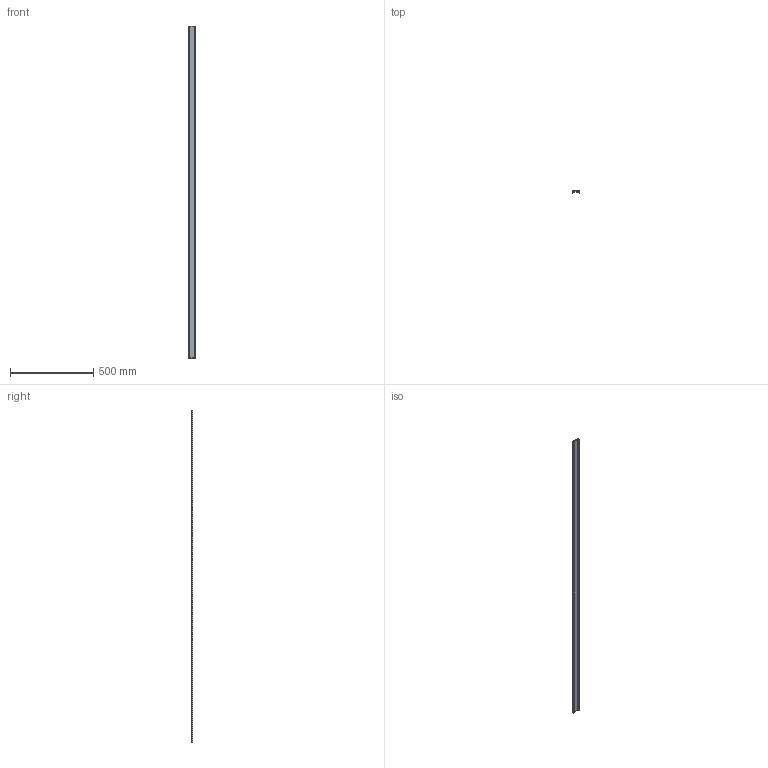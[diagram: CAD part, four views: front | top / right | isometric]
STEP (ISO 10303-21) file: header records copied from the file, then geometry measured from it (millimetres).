
FILE_DESCRIPTION (( 'STEP AP214' ), '1' );
FILE_NAME ('6112410.stp', '2016-04-27T12:06:53', ( '' ), ( '' ), 'SwSTEP 2.0', 'SolidWorks 2014', '' );
FILE_SCHEMA (( 'AUTOMOTIVE_DESIGN' ));
Length unit declared in the file: millimetre
Products named in the file (3): 063500_L=2000; 6112410; 070047_L=2000
Assembly tree (2 placements, depth 2):
  6112410
    070047_L=2000
    063500_L=2000
Bounding box: 48 x 10.5 x 2000 mm (x, y, z)
Volume: 491237.7 mm3; surface area: 580111 mm2
Topology: 2 solids, 2 shells, 78 faces, 222 edges, 148 vertices
Faces by surface type: plane 74, cylinder 4
Entity records: 2604 total; most frequent: CARTESIAN_POINT 453, ORIENTED_EDGE 444, DIRECTION 396, EDGE_CURVE 222, VECTOR 214, LINE 214, VERTEX_POINT 148, AXIS2_PLACEMENT_3D 91
